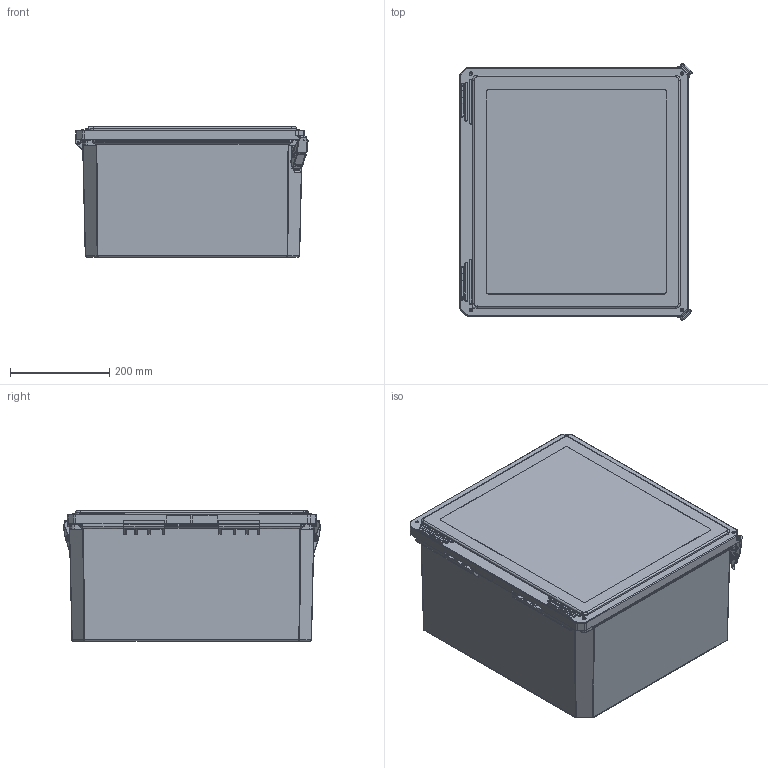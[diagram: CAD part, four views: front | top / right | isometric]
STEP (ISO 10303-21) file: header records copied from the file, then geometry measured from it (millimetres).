
FILE_DESCRIPTION(/* description */ (''),/* implementation_level */ '2;1');
FILE_NAME(/* name */ 'HW-181610CHQRW.stp',/* time_stamp */ '2016-08-25T13:45:36-05:00',/* author */ ('pmescher'),/* organization */ (''),/* preprocessor_version */ 'ST-DEVELOPER v16.5',/* originating_system */ 'Autodesk Inventor 2017',/* authorisation */ '');
FILE_SCHEMA (('AUTOMOTIVE_DESIGN { 1 0 10303 214 3 1 1 }'));
Products named in the file (16): DSW181610HPL__STP; DS181610BOX; BRASS INSERT-(; BRASS INSERT-(_1; BRASS INSERT-(_2; DSW181610CVR; GA1816; BRASS INSERT-(_3; DS COVER  BUSH; DS181610A; LATCH -1 Assembly; AT40005; Part1; Part2; LATCH HINGE; RMHINGAT40006-04
Assembly tree (32 placements, depth 3):
  DSW181610HPL__STP
    DS181610BOX
    BRASS INSERT-(  x4
    BRASS INSERT-(_1  x4
    BRASS INSERT-(_2  x4
    DSW181610CVR
    GA1816
    BRASS INSERT-(_3  x4
    DS COVER  BUSH  x4
    DS181610A
    LATCH -1 Assembly  x2
      AT40005
      Part1
      Part2
      LATCH HINGE
    RMHINGAT40006-04  x2
Bounding box: 468.7 x 519.06 x 262.67 mm (x, y, z)
Volume: 4662223.2 mm3; surface area: 1955831.2 mm2
Topology: 34 solids, 34 shells, 2331 faces, 5847 edges, 3518 vertices
Faces by surface type: cylinder 920, plane 843, bspline 341, torus 141, cone 48, sphere 38
Full cylindrical faces by diameter (mm): 3.429 x20, 3.48 x4, 3.81 x4, 3.861 x8, 3.962 x16, 5.3 x4, 5.563 x2, 5.766 x2, 6.248 x16, 6.401 x4, 6.426 x4, 7.62 x4, 7.938 x2, 9.525 x2, 11.049 x2
Entity records: 80337 total; most frequent: CARTESIAN_POINT 30461, DIRECTION 10602, ORIENTED_EDGE 10166, EDGE_CURVE 5083, AXIS2_PLACEMENT_3D 4032, VERTEX_POINT 3111, LINE 2538, VECTOR 2538
